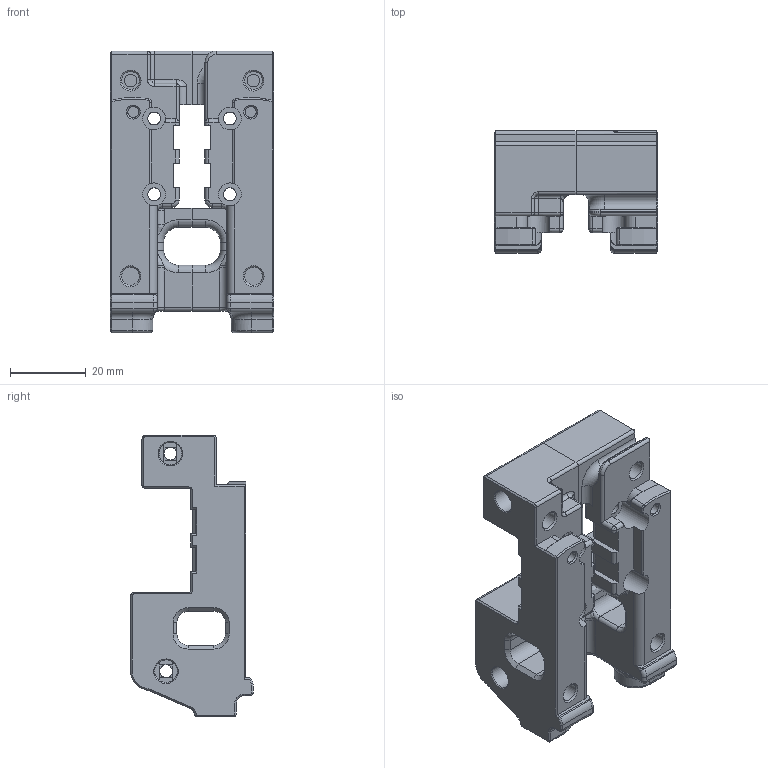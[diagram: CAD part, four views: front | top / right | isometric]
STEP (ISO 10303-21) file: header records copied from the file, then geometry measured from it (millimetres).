
FILE_DESCRIPTION(/* description */ (''),/* implementation_level */ '2;1');
FILE_NAME(/* name */ 'beacon_sb_xcarriage v2.step',/* time_stamp */ '2023-11-12T17:00:22-05:00',/* author */ (''),/* organization */ (''),/* preprocessor_version */ 'ST-DEVELOPER v20',/* originating_system */ 'Autodesk Translation Framework v12.14.0.127',/* authorisation */ '');
FILE_SCHEMA (('AUTOMOTIVE_DESIGN { 1 0 10303 214 3 1 1 }'));
Length unit declared in the file: millimetre
Products named in the file (1): beacon_sb_xcarriage
Bounding box: 43.2 x 32.4 x 74.27 mm (x, y, z)
Volume: 41268.9 mm3; surface area: 18129.2 mm2
Topology: 2 solids, 2 shells, 784 faces, 2050 edges, 1253 vertices
Faces by surface type: plane 397, cylinder 198, bspline 64, torus 58, cone 57, sphere 10
Full cylindrical faces by diameter (mm): 1.9 x2, 2.9 x2, 3.3 x2, 3.4 x8, 4.7 x6, 6 x6
Entity records: 29618 total; most frequent: CARTESIAN_POINT 10565, ORIENTED_EDGE 4062, DIRECTION 3932, EDGE_CURVE 2031, AXIS2_PLACEMENT_3D 1355, VERTEX_POINT 1253, LINE 1222, VECTOR 1222
